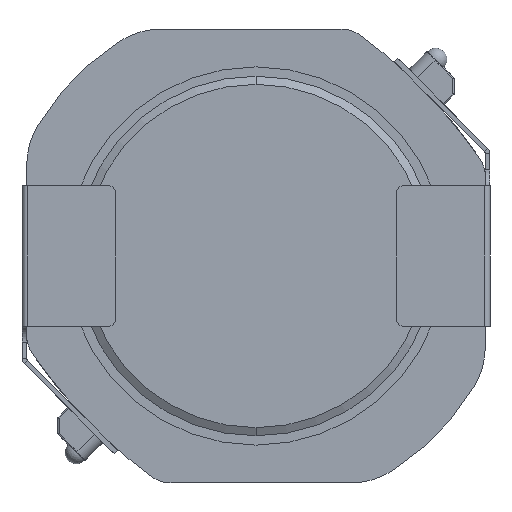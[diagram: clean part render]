
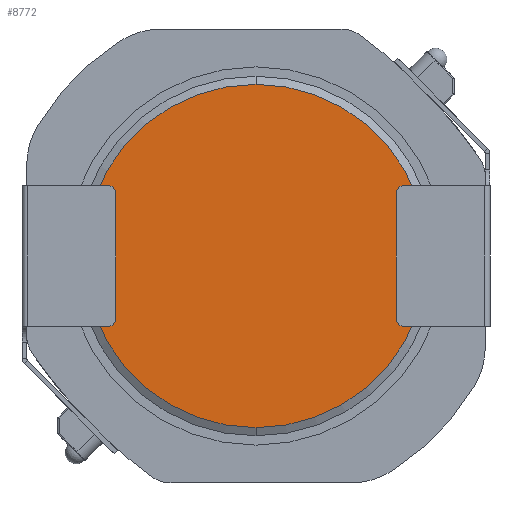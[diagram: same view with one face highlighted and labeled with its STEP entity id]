
A CAD part, front view. The second image highlights one B-rep face of the part: STEP entity #8772.
In plain terms, the highlighted planar face has unit normal (0, -1, 0).
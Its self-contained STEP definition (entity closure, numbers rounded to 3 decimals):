
#23 = DIRECTION ( 'NONE',  ( 0., 0., 1. ) ) ;
#553 = DIRECTION ( 'NONE',  ( 0., 0., 1. ) ) ;
#1770 = CARTESIAN_POINT ( 'NONE',  ( 0., 0.1, 0. ) ) ;
#2358 = DIRECTION ( 'NONE',  ( 0., 0., 1. ) ) ;
#2385 = DIRECTION ( 'NONE',  ( 0., -1., 0. ) ) ;
#2538 = EDGE_CURVE ( 'NONE', #9968, #5124, #5653, .T. ) ;
#2838 = DIRECTION ( 'NONE',  ( 0., 1., 0. ) ) ;
#4398 = AXIS2_PLACEMENT_3D ( 'NONE', #1770, #7587, #2358 ) ;
#4855 = CARTESIAN_POINT ( 'NONE',  ( 0., 0.1, 3.668 ) ) ;
#5124 = VERTEX_POINT ( 'NONE', #4855 ) ;
#5653 = CIRCLE ( 'NONE', #8971, 3.668 ) ;
#5683 = CIRCLE ( 'NONE', #4398, 3.668 ) ;
#5995 = ORIENTED_EDGE ( 'NONE', *, *, #2538, .T. ) ;
#6771 = FACE_OUTER_BOUND ( 'NONE', #10049, .T. ) ;
#7587 = DIRECTION ( 'NONE',  ( 0., -1., 0. ) ) ;
#7631 = CARTESIAN_POINT ( 'NONE',  ( 0., 0.1, 0. ) ) ;
#7650 = ORIENTED_EDGE ( 'NONE', *, *, #8127, .T. ) ;
#7737 = PLANE ( 'NONE',  #9357 ) ;
#7926 = CARTESIAN_POINT ( 'NONE',  ( 0., 0.1, -3.668 ) ) ;
#8127 = EDGE_CURVE ( 'NONE', #5124, #9968, #5683, .T. ) ;
#8772 = ADVANCED_FACE ( 'NONE', ( #6771 ), #7737, .F. ) ;
#8971 = AXIS2_PLACEMENT_3D ( 'NONE', #9638, #2385, #23 ) ;
#9357 = AXIS2_PLACEMENT_3D ( 'NONE', #7631, #2838, #553 ) ;
#9638 = CARTESIAN_POINT ( 'NONE',  ( 0., 0.1, 0. ) ) ;
#9968 = VERTEX_POINT ( 'NONE', #7926 ) ;
#10049 = EDGE_LOOP ( 'NONE', ( #7650, #5995 ) ) ;
